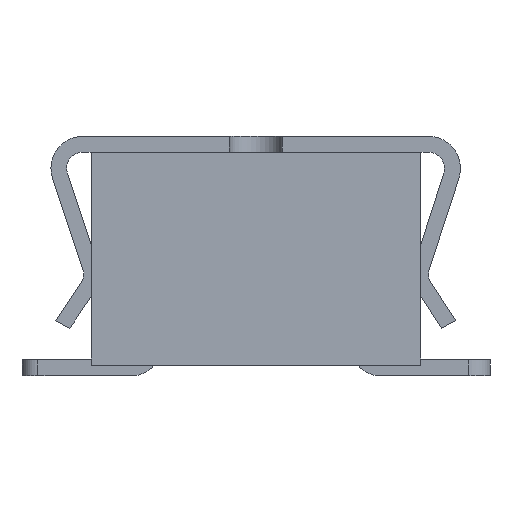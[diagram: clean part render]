
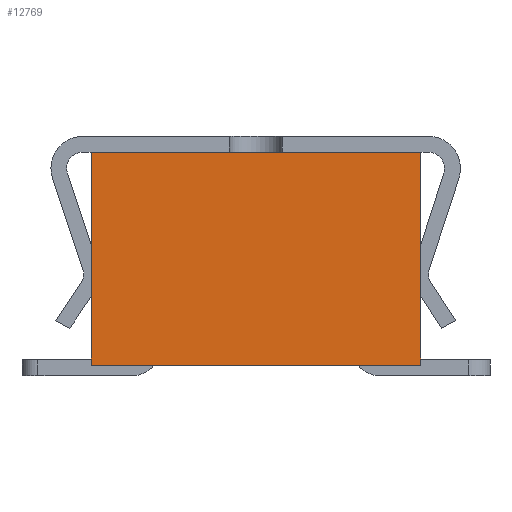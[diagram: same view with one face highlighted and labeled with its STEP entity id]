
A CAD part, left-side view. The second image highlights one B-rep face of the part: STEP entity #12769.
In plain terms, the highlighted planar face has unit normal (-1, 0, 0).
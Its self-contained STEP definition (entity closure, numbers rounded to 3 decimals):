
#845=CARTESIAN_POINT('',(-4.645,1.55,2.));
#846=VERTEX_POINT('',#845);
#853=CARTESIAN_POINT('',(-4.645,-1.55,2.));
#854=VERTEX_POINT('',#853);
#855=CARTESIAN_POINT('',(-4.645,1.55,2.));
#856=DIRECTION('',(0.,-1.,0.));
#857=VECTOR('',#856,3.1);
#858=LINE('',#855,#857);
#859=EDGE_CURVE('',#846,#854,#858,.T.);
#12218=CARTESIAN_POINT('',(-4.645,-1.55,0.));
#12219=VERTEX_POINT('',#12218);
#12220=CARTESIAN_POINT('',(-4.645,-1.55,2.));
#12221=DIRECTION('',(0.,0.,-1.));
#12222=VECTOR('',#12221,2.);
#12223=LINE('',#12220,#12222);
#12224=EDGE_CURVE('',#854,#12219,#12223,.T.);
#12713=CARTESIAN_POINT('',(-4.645,1.55,0.));
#12714=VERTEX_POINT('',#12713);
#12721=CARTESIAN_POINT('',(-4.645,1.55,0.));
#12722=DIRECTION('',(0.,0.,1.));
#12723=VECTOR('',#12722,2.);
#12724=LINE('',#12721,#12723);
#12725=EDGE_CURVE('',#12714,#846,#12724,.T.);
#12753=CARTESIAN_POINT('',(-4.645,1.55,0.));
#12754=DIRECTION('',(0.,-1.,0.));
#12755=DIRECTION('',(-1.,0.,0.));
#12756=AXIS2_PLACEMENT_3D('',#12753,#12755,#12754);
#12757=PLANE('',#12756);
#12758=CARTESIAN_POINT('',(-4.645,-1.55,0.));
#12759=DIRECTION('',(0.,1.,0.));
#12760=VECTOR('',#12759,3.1);
#12761=LINE('',#12758,#12760);
#12762=EDGE_CURVE('',#12219,#12714,#12761,.T.);
#12763=ORIENTED_EDGE('',*,*,#12762,.F.);
#12764=ORIENTED_EDGE('',*,*,#12224,.F.);
#12765=ORIENTED_EDGE('',*,*,#859,.F.);
#12766=ORIENTED_EDGE('',*,*,#12725,.F.);
#12767=EDGE_LOOP('',(#12763,#12764,#12765,#12766));
#12768=FACE_OUTER_BOUND('',#12767,.T.);
#12769=ADVANCED_FACE('',(#12768),#12757,.T.);
